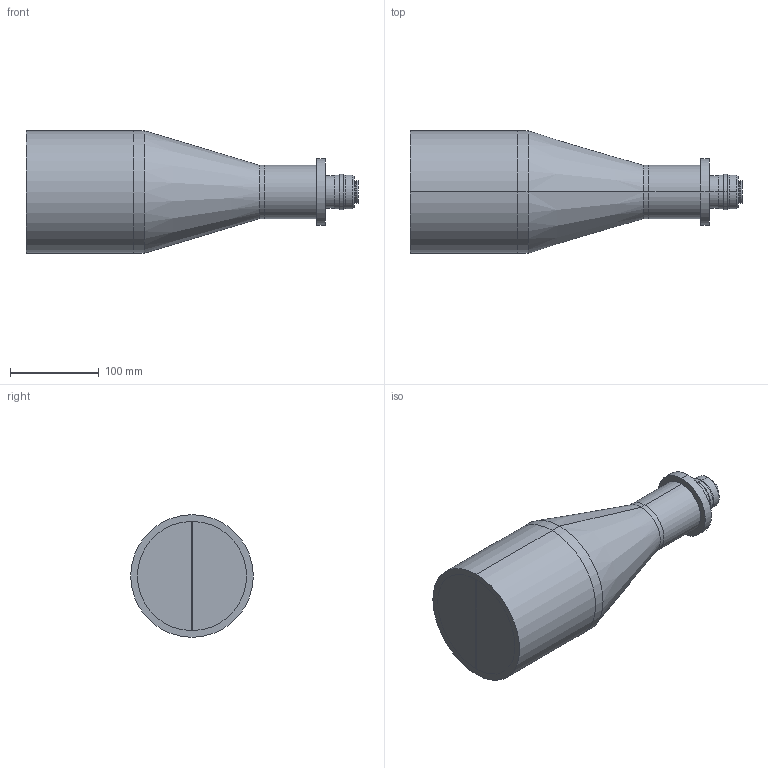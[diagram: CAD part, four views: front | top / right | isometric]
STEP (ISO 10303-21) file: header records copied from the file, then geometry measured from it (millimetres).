
FILE_DESCRIPTION (( 'STEP AP203' ), '1' );
FILE_NAME ('S5LPJ1523_03.STEP', '2016-02-10T06:10:58', ( 'poweredge' ), ( 'Hewlett-Packard Company' ), 'SwSTEP 2.0', 'SolidWorks 2015', '' );
FILE_SCHEMA (( 'CONFIG_CONTROL_DESIGN' ));
Length unit declared in the file: millimetre
Products named in the file (1): S5LPJ1523_03
Bounding box: 373.81 x 138 x 138 mm (x, y, z)
Volume: 3208200.6 mm3; surface area: 168132.7 mm2
Topology: 1 solids, 2 shells, 62 faces, 126 edges, 78 vertices
Faces by surface type: cylinder 30, plane 18, cone 8, torus 6
Entity records: 1721 total; most frequent: DIRECTION 332, CARTESIAN_POINT 267, ORIENTED_EDGE 252, AXIS2_PLACEMENT_3D 143, EDGE_CURVE 126, CIRCLE 80, VERTEX_POINT 78, EDGE_LOOP 72
